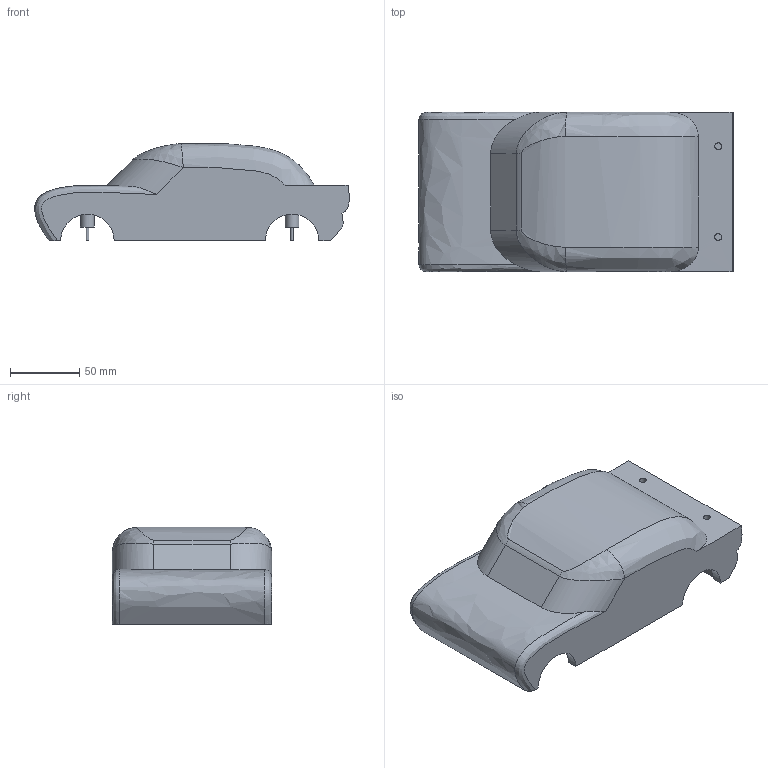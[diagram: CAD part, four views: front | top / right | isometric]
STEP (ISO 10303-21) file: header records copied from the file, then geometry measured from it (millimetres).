
FILE_DESCRIPTION(/* description */ (''),/* implementation_level */ '2;1');
FILE_NAME(/* name */ 'Sedan Shell v11.step',/* time_stamp */ '2024-07-02T20:34:37-07:00',/* author */ (''),/* organization */ (''),/* preprocessor_version */ 'ST-DEVELOPER v20',/* originating_system */ 'Autodesk Translation Framework v13.14.0.145',/* authorisation */ '');
FILE_SCHEMA (('AUTOMOTIVE_DESIGN { 1 0 10303 214 3 1 1 }'));
Length unit declared in the file: millimetre
Products named in the file (1): Sedan Shell
Bounding box: 227.24 x 115.05 x 70.63 mm (x, y, z)
Volume: 988793 mm3; surface area: 91880 mm2
Topology: 1 solids, 1 shells, 51 faces, 121 edges, 82 vertices
Faces by surface type: plane 23, cylinder 16, bspline 12
Full cylindrical faces by diameter (mm): 2 x4, 5 x2, 10 x4
Entity records: 3087 total; most frequent: CARTESIAN_POINT 1956, ORIENTED_EDGE 242, DIRECTION 193, EDGE_CURVE 121, VERTEX_POINT 82, AXIS2_PLACEMENT_3D 70, EDGE_LOOP 61, LINE 53
